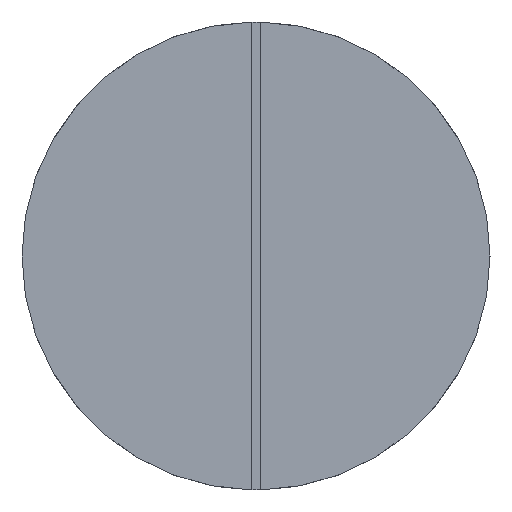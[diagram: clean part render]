
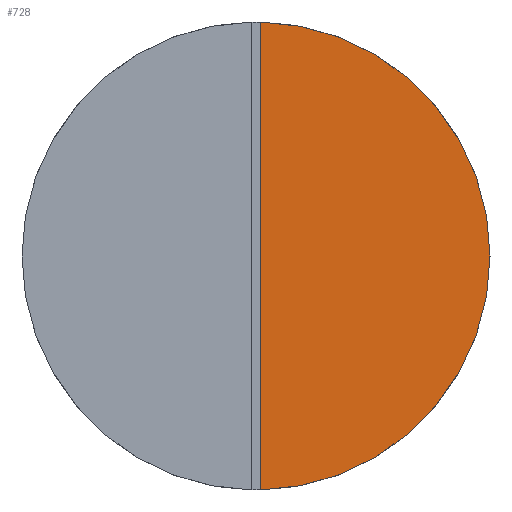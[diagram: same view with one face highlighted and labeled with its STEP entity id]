
A CAD part, left-side view. The second image highlights one B-rep face of the part: STEP entity #728.
In plain terms, the highlighted planar face has unit normal (-1, 0, 0).
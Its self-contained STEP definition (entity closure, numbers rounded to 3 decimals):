
#704=CARTESIAN_POINT('',(-277.,-0.,15.7));
#705=DIRECTION('',(1.,0.,0.));
#706=DIRECTION('',(0.,0.,-1.));
#707=AXIS2_PLACEMENT_3D('',#704,#705,#706);
#708=PLANE('',#707);
#709=CARTESIAN_POINT('',(-277.,-0.3,-15.697));
#710=VERTEX_POINT('',#709);
#711=CARTESIAN_POINT('',(-277.,-0.3,15.697));
#712=VERTEX_POINT('',#711);
#713=CARTESIAN_POINT('',(-277.,-0.3,-15.697));
#714=DIRECTION('',(0.,0.,1.));
#715=VECTOR('',#714,31.394);
#716=LINE('',#713,#715);
#717=EDGE_CURVE('',#710,#712,#716,.T.);
#718=ORIENTED_EDGE('',*,*,#717,.F.);
#719=CARTESIAN_POINT('',(-277.,-0.,0.));
#720=DIRECTION('',(-1.,0.,0.));
#721=DIRECTION('',(0.,0.,1.));
#722=AXIS2_PLACEMENT_3D('',#719,#720,#721);
#723=CIRCLE('',#722,15.7);
#724=EDGE_CURVE('',#710,#712,#723,.T.);
#725=ORIENTED_EDGE('',*,*,#724,.T.);
#726=EDGE_LOOP('',(#718,#725));
#727=FACE_BOUND('',#726,.T.);
#728=ADVANCED_FACE('',(#727),#708,.F.);
